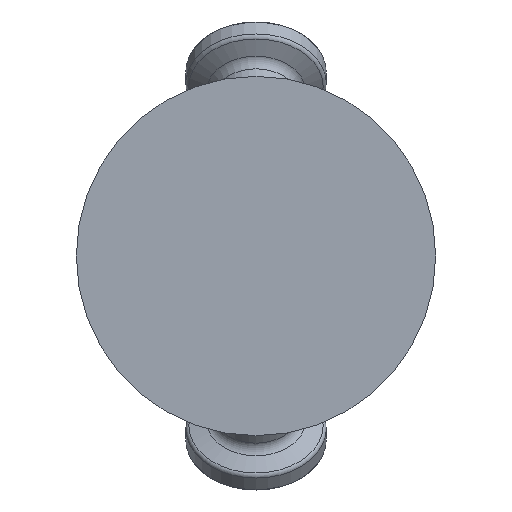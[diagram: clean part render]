
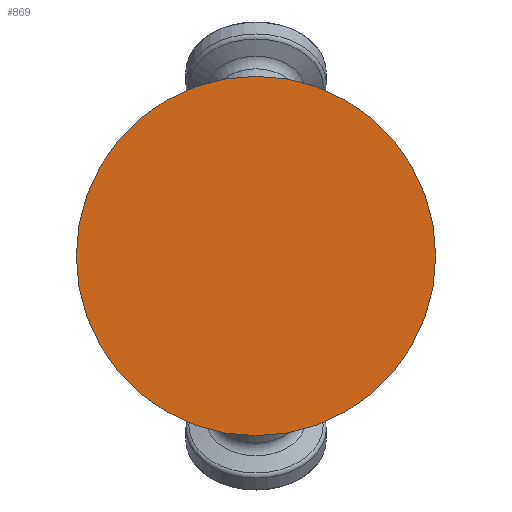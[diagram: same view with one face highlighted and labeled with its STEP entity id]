
A CAD part, front view. The second image highlights one B-rep face of the part: STEP entity #869.
In plain terms, the highlighted planar face has unit normal (0, -1, 0).
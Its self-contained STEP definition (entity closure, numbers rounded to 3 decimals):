
#179=FACE_OUTER_BOUND('',#228,.T.);
#228=EDGE_LOOP('',(#661));
#280=CIRCLE('',#984,32.);
#370=VERTEX_POINT('',#1539);
#477=EDGE_CURVE('',#370,#370,#280,.T.);
#661=ORIENTED_EDGE('',*,*,#477,.F.);
#786=PLANE('',#983);
#869=ADVANCED_FACE('',(#179),#786,.T.);
#983=AXIS2_PLACEMENT_3D('',#1538,#1213,#1214);
#984=AXIS2_PLACEMENT_3D('',#1540,#1215,#1216);
#1213=DIRECTION('center_axis',(0.,-1.,0.));
#1214=DIRECTION('ref_axis',(0.,0.,-1.));
#1215=DIRECTION('center_axis',(0.,1.,0.));
#1216=DIRECTION('ref_axis',(-1.,0.,0.));
#1538=CARTESIAN_POINT('Origin',(-15.388,0.,
0.));
#1539=CARTESIAN_POINT('',(32.,0.,0.));
#1540=CARTESIAN_POINT('Origin',(0.,0.,
0.));
